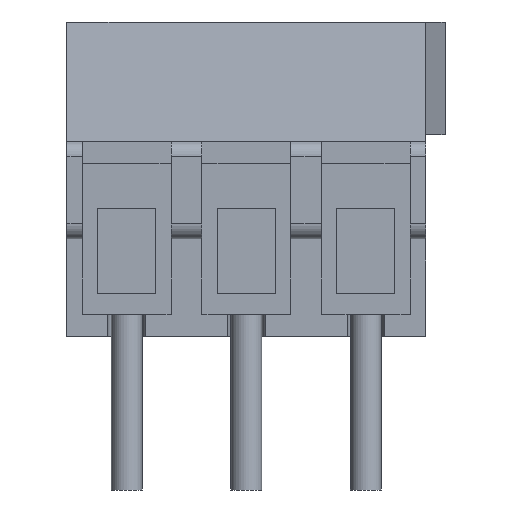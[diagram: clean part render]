
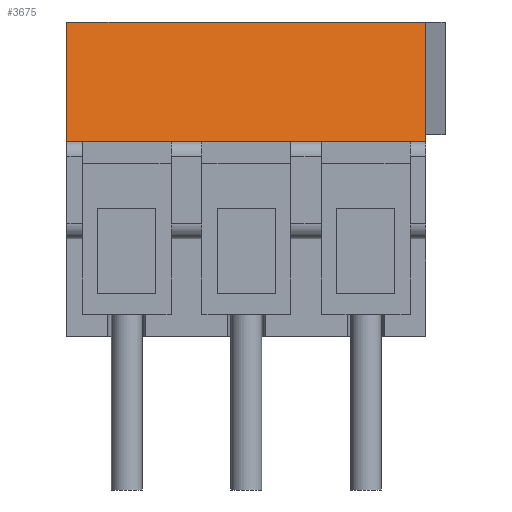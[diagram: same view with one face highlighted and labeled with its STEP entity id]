
A CAD part, front view. The second image highlights one B-rep face of the part: STEP entity #3675.
In plain terms, the highlighted planar face has unit normal (0, -0.985, 0.174).
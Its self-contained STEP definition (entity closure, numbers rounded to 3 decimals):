
#44 = PLANE('',#45);
#45 = AXIS2_PLACEMENT_3D('',#46,#47,#48);
#46 = CARTESIAN_POINT('',(-1.75,-0.574,4.593));
#47 = DIRECTION('',(-1.,-0.,-0.));
#48 = DIRECTION('',(0.,0.,-1.));
#622 = PLANE('',#623);
#623 = AXIS2_PLACEMENT_3D('',#624,#625,#626);
#624 = CARTESIAN_POINT('',(8.75,-0.574,4.593));
#625 = DIRECTION('',(1.,0.,0.));
#626 = DIRECTION('',(0.,0.,1.));
#806 = VERTEX_POINT('',#807);
#807 = CARTESIAN_POINT('',(-1.75,-3.45,5.7));
#821 = PLANE('',#822);
#822 = AXIS2_PLACEMENT_3D('',#823,#824,#825);
#823 = CARTESIAN_POINT('',(3.5,-3.725,5.7));
#824 = DIRECTION('',(0.,0.,1.));
#825 = DIRECTION('',(0.,1.,0.));
#833 = EDGE_CURVE('',#834,#806,#836,.T.);
#834 = VERTEX_POINT('',#835);
#835 = CARTESIAN_POINT('',(-1.75,-2.83,9.2));
#836 = SURFACE_CURVE('',#837,(#841,#848),.PCURVE_S1.);
#837 = LINE('',#838,#839);
#838 = CARTESIAN_POINT('',(-1.75,-2.83,9.2));
#839 = VECTOR('',#840,1.);
#840 = DIRECTION('',(0.,-0.174,-0.985));
#841 = PCURVE('',#44,#842);
#842 = DEFINITIONAL_REPRESENTATION('',(#843),#847);
#843 = LINE('',#844,#845);
#844 = CARTESIAN_POINT('',(-4.607,2.256));
#845 = VECTOR('',#846,1.);
#846 = DIRECTION('',(0.985,0.174));
#847 = ( GEOMETRIC_REPRESENTATION_CONTEXT(2)
PARAMETRIC_REPRESENTATION_CONTEXT() REPRESENTATION_CONTEXT('2D SPACE',''
) );
#848 = PCURVE('',#849,#854);
#849 = PLANE('',#850);
#850 = AXIS2_PLACEMENT_3D('',#851,#852,#853);
#851 = CARTESIAN_POINT('',(-1.75,-2.83,9.2));
#852 = DIRECTION('',(0.,0.985,-0.174));
#853 = DIRECTION('',(0.,-0.174,-0.985));
#854 = DEFINITIONAL_REPRESENTATION('',(#855),#859);
#855 = LINE('',#856,#857);
#856 = CARTESIAN_POINT('',(0.,0.));
#857 = VECTOR('',#858,1.);
#858 = DIRECTION('',(1.,0.));
#859 = ( GEOMETRIC_REPRESENTATION_CONTEXT(2)
PARAMETRIC_REPRESENTATION_CONTEXT() REPRESENTATION_CONTEXT('2D SPACE',''
) );
#877 = PLANE('',#878);
#878 = AXIS2_PLACEMENT_3D('',#879,#880,#881);
#879 = CARTESIAN_POINT('',(3.581,0.092,9.2));
#880 = DIRECTION('',(0.,0.,1.));
#881 = DIRECTION('',(0.,1.,0.));
#1477 = VERTEX_POINT('',#1478);
#1478 = CARTESIAN_POINT('',(8.75,-2.83,9.2));
#1499 = EDGE_CURVE('',#1477,#1500,#1502,.T.);
#1500 = VERTEX_POINT('',#1501);
#1501 = CARTESIAN_POINT('',(8.75,-3.45,5.7));
#1502 = SURFACE_CURVE('',#1503,(#1507,#1514),.PCURVE_S1.);
#1503 = LINE('',#1504,#1505);
#1504 = CARTESIAN_POINT('',(8.75,-2.83,9.2));
#1505 = VECTOR('',#1506,1.);
#1506 = DIRECTION('',(0.,-0.174,-0.985));
#1507 = PCURVE('',#622,#1508);
#1508 = DEFINITIONAL_REPRESENTATION('',(#1509),#1513);
#1509 = LINE('',#1510,#1511);
#1510 = CARTESIAN_POINT('',(4.607,2.256));
#1511 = VECTOR('',#1512,1.);
#1512 = DIRECTION('',(-0.985,0.174));
#1513 = ( GEOMETRIC_REPRESENTATION_CONTEXT(2)
PARAMETRIC_REPRESENTATION_CONTEXT() REPRESENTATION_CONTEXT('2D SPACE',''
) );
#1514 = PCURVE('',#849,#1515);
#1515 = DEFINITIONAL_REPRESENTATION('',(#1516),#1520);
#1516 = LINE('',#1517,#1518);
#1517 = CARTESIAN_POINT('',(0.,-10.5));
#1518 = VECTOR('',#1519,1.);
#1519 = DIRECTION('',(1.,0.));
#1520 = ( GEOMETRIC_REPRESENTATION_CONTEXT(2)
PARAMETRIC_REPRESENTATION_CONTEXT() REPRESENTATION_CONTEXT('2D SPACE',''
) );
#3165 = EDGE_CURVE('',#834,#1477,#3166,.T.);
#3166 = SURFACE_CURVE('',#3167,(#3171,#3178),.PCURVE_S1.);
#3167 = LINE('',#3168,#3169);
#3168 = CARTESIAN_POINT('',(-1.75,-2.83,9.2));
#3169 = VECTOR('',#3170,1.);
#3170 = DIRECTION('',(1.,0.,0.));
#3171 = PCURVE('',#877,#3172);
#3172 = DEFINITIONAL_REPRESENTATION('',(#3173),#3177);
#3173 = LINE('',#3174,#3175);
#3174 = CARTESIAN_POINT('',(-2.922,5.331));
#3175 = VECTOR('',#3176,1.);
#3176 = DIRECTION('',(0.,-1.));
#3177 = ( GEOMETRIC_REPRESENTATION_CONTEXT(2)
PARAMETRIC_REPRESENTATION_CONTEXT() REPRESENTATION_CONTEXT('2D SPACE',''
) );
#3178 = PCURVE('',#849,#3179);
#3179 = DEFINITIONAL_REPRESENTATION('',(#3180),#3184);
#3180 = LINE('',#3181,#3182);
#3181 = CARTESIAN_POINT('',(0.,0.));
#3182 = VECTOR('',#3183,1.);
#3183 = DIRECTION('',(0.,-1.));
#3184 = ( GEOMETRIC_REPRESENTATION_CONTEXT(2)
PARAMETRIC_REPRESENTATION_CONTEXT() REPRESENTATION_CONTEXT('2D SPACE',''
) );
#3675 = ADVANCED_FACE('',(#3676),#849,.F.);
#3676 = FACE_BOUND('',#3677,.F.);
#3677 = EDGE_LOOP('',(#3678,#3679,#3680,#3701));
#3678 = ORIENTED_EDGE('',*,*,#3165,.T.);
#3679 = ORIENTED_EDGE('',*,*,#1499,.T.);
#3680 = ORIENTED_EDGE('',*,*,#3681,.F.);
#3681 = EDGE_CURVE('',#806,#1500,#3682,.T.);
#3682 = SURFACE_CURVE('',#3683,(#3687,#3694),.PCURVE_S1.);
#3683 = LINE('',#3684,#3685);
#3684 = CARTESIAN_POINT('',(-1.75,-3.45,5.7));
#3685 = VECTOR('',#3686,1.);
#3686 = DIRECTION('',(1.,0.,0.));
#3687 = PCURVE('',#849,#3688);
#3688 = DEFINITIONAL_REPRESENTATION('',(#3689),#3693);
#3689 = LINE('',#3690,#3691);
#3690 = CARTESIAN_POINT('',(3.554,0.));
#3691 = VECTOR('',#3692,1.);
#3692 = DIRECTION('',(0.,-1.));
#3693 = ( GEOMETRIC_REPRESENTATION_CONTEXT(2)
PARAMETRIC_REPRESENTATION_CONTEXT() REPRESENTATION_CONTEXT('2D SPACE',''
) );
#3694 = PCURVE('',#821,#3695);
#3695 = DEFINITIONAL_REPRESENTATION('',(#3696),#3700);
#3696 = LINE('',#3697,#3698);
#3697 = CARTESIAN_POINT('',(0.275,5.25));
#3698 = VECTOR('',#3699,1.);
#3699 = DIRECTION('',(0.,-1.));
#3700 = ( GEOMETRIC_REPRESENTATION_CONTEXT(2)
PARAMETRIC_REPRESENTATION_CONTEXT() REPRESENTATION_CONTEXT('2D SPACE',''
) );
#3701 = ORIENTED_EDGE('',*,*,#833,.F.);
